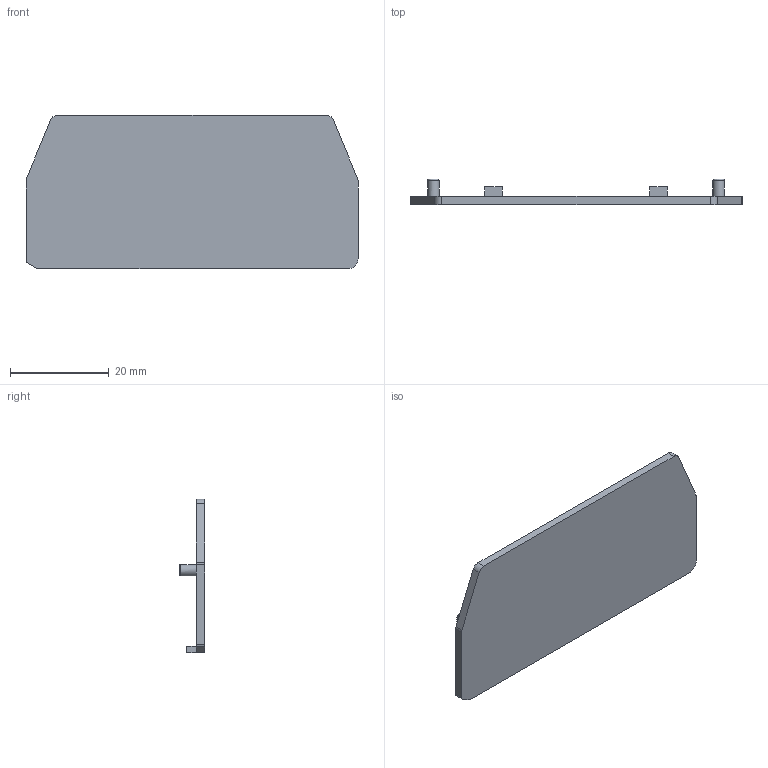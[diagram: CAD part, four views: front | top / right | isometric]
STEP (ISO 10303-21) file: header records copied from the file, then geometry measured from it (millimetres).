
FILE_DESCRIPTION(/* description */ ('Unknown'),/* implementation_level */ '2;1');
FILE_NAME(/* name */ 'D-BPSN-04-CR',/* time_stamp */ '2024-11-14T11:59:42-03:00',/* author */ ('Unknown'),/* organization */ ('Unknown'),/* preprocessor_version */ 'ST-DEVELOPER v16.7',/* originating_system */ 'Solid Edge',/* authorisation */ 'Unknown');
FILE_SCHEMA (('AUTOMOTIVE_DESIGN {1 0 10303 214 3 1 1}'));
Length unit declared in the file: millimetre
Products named in the file (1): D-BPSN-04-CR
Bounding box: 67.4 x 5.2 x 31.15 mm (x, y, z)
Volume: 3491.7 mm3; surface area: 4455.8 mm2
Topology: 1 solids, 1 shells, 30 faces, 76 edges, 50 vertices
Faces by surface type: plane 19, cylinder 9, bspline 2
Full cylindrical faces by diameter (mm): 2.3 x2
Entity records: 1008 total; most frequent: CARTESIAN_POINT 259, DIRECTION 146, ORIENTED_EDGE 144, EDGE_CURVE 72, LINE 52, VECTOR 52, VERTEX_POINT 50, AXIS2_PLACEMENT_3D 47
